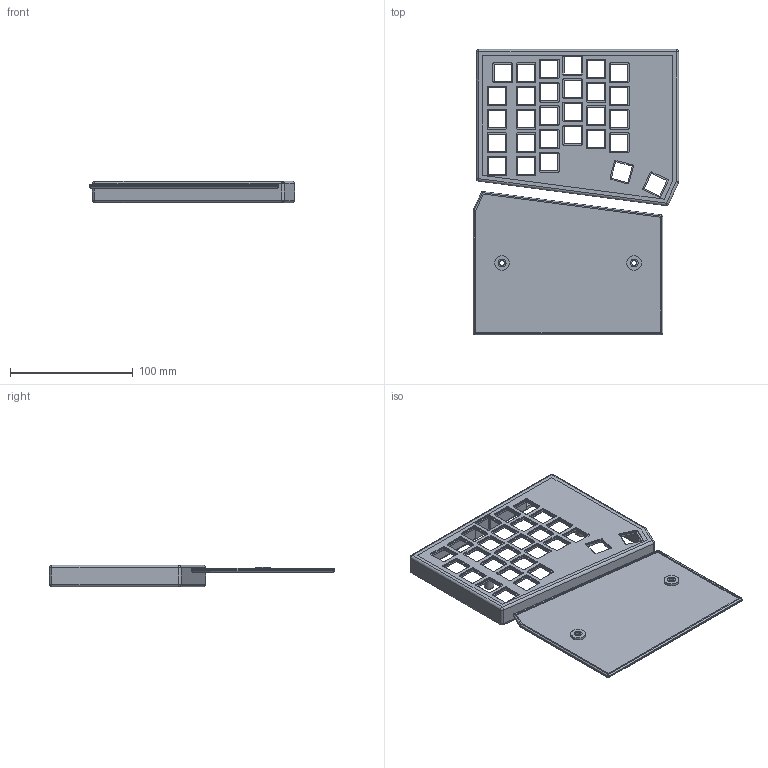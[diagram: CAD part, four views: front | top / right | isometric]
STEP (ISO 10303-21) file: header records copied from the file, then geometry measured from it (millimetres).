
FILE_DESCRIPTION(/* description */ ('STEP AP242','CAx-IF Rec.Pracs.---Representation and Presentation of Product Manufacturing Information (PMI)---4.0---2014-10-13','CAx-IF Rec.Pracs.---3D Tessellated Geometry---0.4---2014-09-14','2;1'),/* implementation_level */ '2;1');
FILE_NAME(/* name */ '644b2cbab44fb47713e813fc',/* time_stamp */ '2023-04-28T02:17:31+00:00',/* author */ (''),/* organization */ (''),/* preprocessor_version */ 'ST-DEVELOPER v18.102',/* originating_system */ ' ',/* authorisation */ ' ');
FILE_SCHEMA (('AP242_MANAGED_MODEL_BASED_3D_ENGINEERING_MIM_LF { 1 0 10303 442 1 1 4 }'));
Length unit declared in the file: metre
Products named in the file (46): Lid inset surround; Lid inset; Lid floor; Lid walls; Ledge; Pillar (closed); Pillar (left); Pillar (right); TRRS walls; Controller walls; Cutout; Plate; Walls
Bounding box: 167.62 x 232.75 x 17.5 mm (x, y, z)
Volume: 126976.4 mm3; surface area: 110877.5 mm2
Topology: 46 solids, 46 shells, 834 faces, 2174 edges, 1416 vertices
Faces by surface type: plane 528, cylinder 286, sphere 20
Full cylindrical faces by diameter (mm): 4 x4, 6 x1, 6.5 x6, 7.812 x1, 12 x8
Entity records: 26684 total; most frequent: DIRECTION 4466, CARTESIAN_POINT 4430, ORIENTED_EDGE 4268, EDGE_CURVE 2134, LINE 1562, VECTOR 1562, AXIS2_PLACEMENT_3D 1452, VERTEX_POINT 1416
